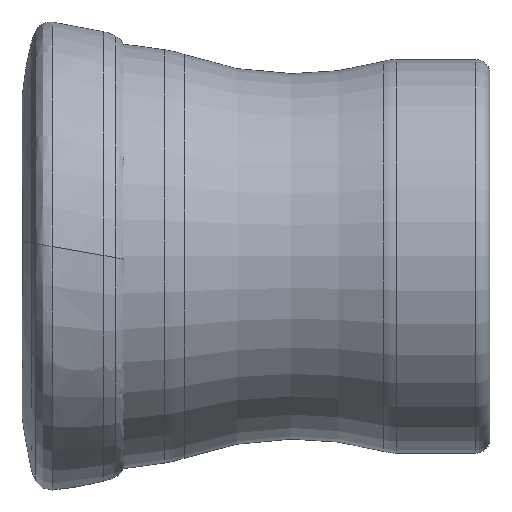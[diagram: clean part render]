
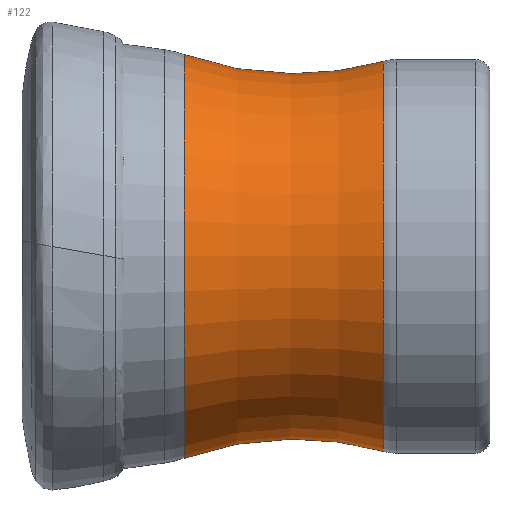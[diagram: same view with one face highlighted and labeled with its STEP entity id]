
A CAD part, front view. The second image highlights one B-rep face of the part: STEP entity #122.
In plain terms, the highlighted toroidal (fillet/blend) face has major radius 54.5 mm and minor radius 35 mm.
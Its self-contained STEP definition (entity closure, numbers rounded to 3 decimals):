
#43=TOROIDAL_SURFACE('',#551,54.5,35.);
#53=FACE_BOUND('',#213,.T.);
#54=FACE_BOUND('',#214,.T.);
#122=ADVANCED_FACE('',(#53,#54),#43,.F.);
#213=EDGE_LOOP('',(#362));
#214=EDGE_LOOP('',(#363));
#362=ORIENTED_EDGE('',*,*,#470,.F.);
#363=ORIENTED_EDGE('',*,*,#469,.T.);
#408=VERTEX_POINT('',#3171);
#409=VERTEX_POINT('',#3174);
#469=EDGE_CURVE('',#408,#408,#506,.T.);
#470=EDGE_CURVE('',#409,#409,#507,.T.);
#506=CIRCLE('',#548,20.813);
#507=CIRCLE('',#550,21.543);
#548=AXIS2_PLACEMENT_3D('',#3170,#630,#631);
#550=AXIS2_PLACEMENT_3D('',#3173,#634,#635);
#551=AXIS2_PLACEMENT_3D('',#3175,#636,#637);
#630=DIRECTION('',(-1.,0.,0.));
#631=DIRECTION('',(0.,0.,1.));
#634=DIRECTION('',(-1.,0.,0.));
#635=DIRECTION('',(0.,0.,1.));
#636=DIRECTION('',(-1.,0.,0.));
#637=DIRECTION('',(0.,0.,1.));
#3170=CARTESIAN_POINT('',(38.644,0.,0.));
#3171=CARTESIAN_POINT('',(38.644,0.,20.813));
#3173=CARTESIAN_POINT('',(17.366,0.,0.));
#3174=CARTESIAN_POINT('',(17.366,0.,21.543));
#3175=CARTESIAN_POINT('',(29.149,0.,0.));
